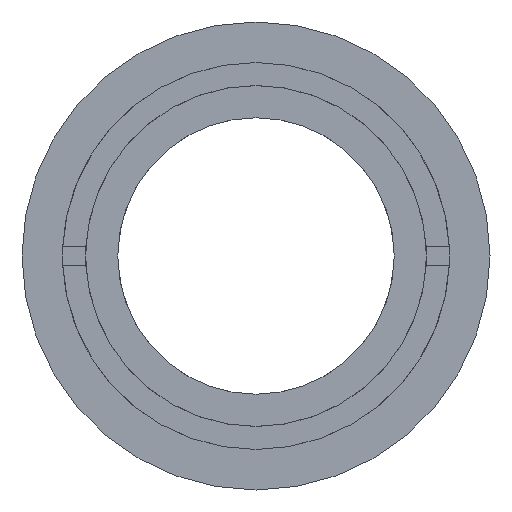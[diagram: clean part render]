
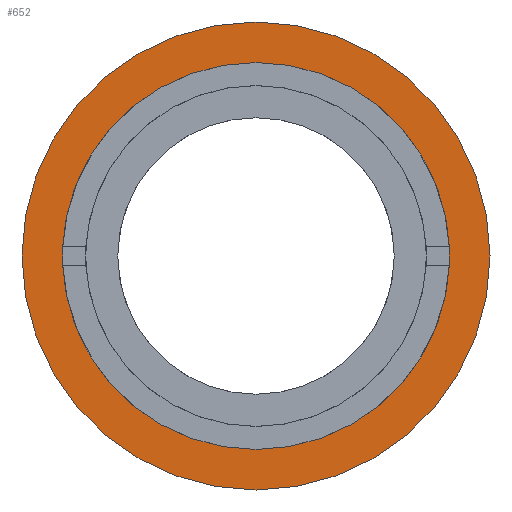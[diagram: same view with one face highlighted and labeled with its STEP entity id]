
A CAD part, front view. The second image highlights one B-rep face of the part: STEP entity #652.
In plain terms, the highlighted planar face has unit normal (0, -1, 0).
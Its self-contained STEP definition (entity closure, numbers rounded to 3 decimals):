
#10 = ORIENTED_EDGE ( 'NONE', *, *, #620, .F. ) ;
#11 = DIRECTION ( 'NONE',  ( 0., -1., 0. ) ) ;
#18 = DIRECTION ( 'NONE',  ( 0., 0., 1. ) ) ;
#55 = ORIENTED_EDGE ( 'NONE', *, *, #178, .T. ) ;
#63 = DIRECTION ( 'NONE',  ( 0., 0., 1. ) ) ;
#120 = CARTESIAN_POINT ( 'NONE',  ( 0., 5., 0. ) ) ;
#159 = CARTESIAN_POINT ( 'NONE',  ( 0., 5., 0. ) ) ;
#178 = EDGE_CURVE ( 'NONE', #932, #856, #851, .T. ) ;
#199 = CARTESIAN_POINT ( 'NONE',  ( 0., 5., 0. ) ) ;
#291 = AXIS2_PLACEMENT_3D ( 'NONE', #338, #950, #855 ) ;
#308 = AXIS2_PLACEMENT_3D ( 'NONE', #199, #927, #315 ) ;
#315 = DIRECTION ( 'NONE',  ( 0., 0., 1. ) ) ;
#320 = CARTESIAN_POINT ( 'NONE',  ( 0., 5., 25.4 ) ) ;
#327 = PLANE ( 'NONE',  #843 ) ;
#338 = CARTESIAN_POINT ( 'NONE',  ( 0., 5., 0. ) ) ;
#505 = EDGE_LOOP ( 'NONE', ( #1306, #55 ) ) ;
#620 = EDGE_CURVE ( 'NONE', #965, #1267, #1044, .T. ) ;
#629 = DIRECTION ( 'NONE',  ( 0., 0., -1. ) ) ;
#652 = ADVANCED_FACE ( 'NONE', ( #739, #1323 ), #327, .T. ) ;
#693 = CARTESIAN_POINT ( 'NONE',  ( 0., 5., 20.5 ) ) ;
#704 = AXIS2_PLACEMENT_3D ( 'NONE', #120, #733, #18 ) ;
#733 = DIRECTION ( 'NONE',  ( 0., 1., 0. ) ) ;
#739 = FACE_BOUND ( 'NONE', #505, .T. ) ;
#783 = DIRECTION ( 'NONE',  ( 0., 1., 0. ) ) ;
#843 = AXIS2_PLACEMENT_3D ( 'NONE', #940, #11, #629 ) ;
#851 = CIRCLE ( 'NONE', #291, 20.5 ) ;
#855 = DIRECTION ( 'NONE',  ( 0., 0., 1. ) ) ;
#856 = VERTEX_POINT ( 'NONE', #693 ) ;
#900 = EDGE_CURVE ( 'NONE', #856, #932, #1320, .T. ) ;
#922 = CARTESIAN_POINT ( 'NONE',  ( 0., 5., -20.5 ) ) ;
#927 = DIRECTION ( 'NONE',  ( 0., 1., 0. ) ) ;
#932 = VERTEX_POINT ( 'NONE', #922 ) ;
#940 = CARTESIAN_POINT ( 'NONE',  ( -25.4, 5., 0. ) ) ;
#950 = DIRECTION ( 'NONE',  ( 0., 1., 0. ) ) ;
#965 = VERTEX_POINT ( 'NONE', #320 ) ;
#1044 = CIRCLE ( 'NONE', #704, 25.4 ) ;
#1070 = CIRCLE ( 'NONE', #1312, 25.4 ) ;
#1084 = CARTESIAN_POINT ( 'NONE',  ( 0., 5., -25.4 ) ) ;
#1138 = ORIENTED_EDGE ( 'NONE', *, *, #1235, .F. ) ;
#1235 = EDGE_CURVE ( 'NONE', #1267, #965, #1070, .T. ) ;
#1267 = VERTEX_POINT ( 'NONE', #1084 ) ;
#1271 = EDGE_LOOP ( 'NONE', ( #10, #1138 ) ) ;
#1306 = ORIENTED_EDGE ( 'NONE', *, *, #900, .T. ) ;
#1312 = AXIS2_PLACEMENT_3D ( 'NONE', #159, #783, #63 ) ;
#1320 = CIRCLE ( 'NONE', #308, 20.5 ) ;
#1323 = FACE_OUTER_BOUND ( 'NONE', #1271, .T. ) ;
